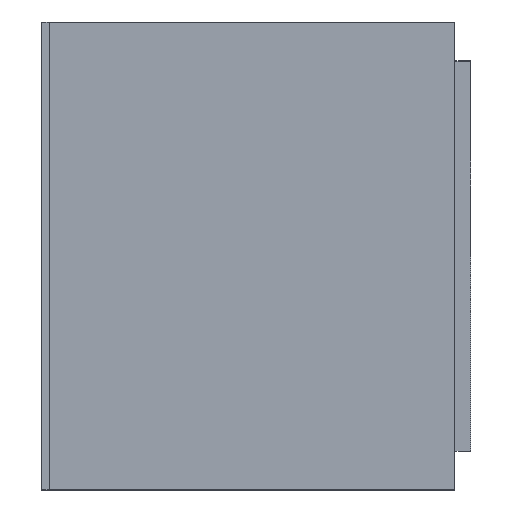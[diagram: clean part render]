
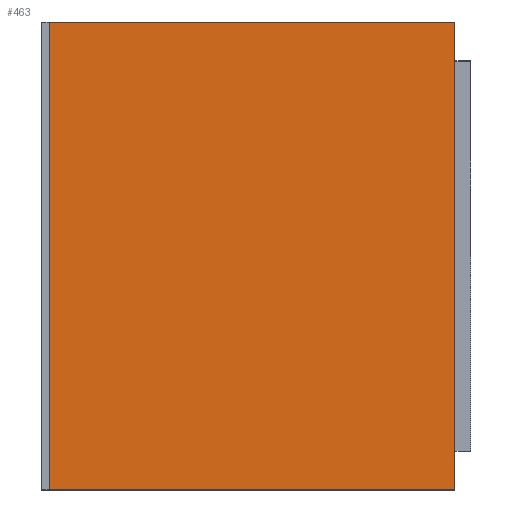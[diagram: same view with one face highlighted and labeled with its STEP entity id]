
A CAD part, left-side view. The second image highlights one B-rep face of the part: STEP entity #463.
In plain terms, the highlighted planar face has unit normal (-1, 0, 0).
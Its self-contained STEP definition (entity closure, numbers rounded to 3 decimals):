
#1 = VERTEX_POINT ( 'NONE', #169 ) ;
#85 = CARTESIAN_POINT ( 'NONE',  ( -0.5, 0.54, 0. ) ) ;
#93 = EDGE_CURVE ( 'NONE', #540, #166, #544, .T. ) ;
#97 = VECTOR ( 'NONE', #688, 1000. ) ;
#100 = ORIENTED_EDGE ( 'NONE', *, *, #93, .T. ) ;
#151 = DIRECTION ( 'NONE',  ( -1., 0., 0. ) ) ;
#152 = CARTESIAN_POINT ( 'NONE',  ( -0.5, 0.54, 0. ) ) ;
#158 = ORIENTED_EDGE ( 'NONE', *, *, #289, .F. ) ;
#166 = VERTEX_POINT ( 'NONE', #483 ) ;
#169 = CARTESIAN_POINT ( 'NONE',  ( -0.5, 0.02, 0.3 ) ) ;
#191 = ORIENTED_EDGE ( 'NONE', *, *, #485, .F. ) ;
#206 = CARTESIAN_POINT ( 'NONE',  ( -0.5, 0.02, 0. ) ) ;
#215 = CARTESIAN_POINT ( 'NONE',  ( -0.5, 0.54, 0.3 ) ) ;
#269 = DIRECTION ( 'NONE',  ( 0., -1., 0. ) ) ;
#273 = VECTOR ( 'NONE', #443, 1000. ) ;
#280 = LINE ( 'NONE', #614, #646 ) ;
#289 = EDGE_CURVE ( 'NONE', #1, #758, #665, .T. ) ;
#327 = DIRECTION ( 'NONE',  ( 0., -1., 0. ) ) ;
#384 = DIRECTION ( 'NONE',  ( 0., 0., 1. ) ) ;
#436 = VECTOR ( 'NONE', #327, 1000. ) ;
#443 = DIRECTION ( 'NONE',  ( 0., 0., -1. ) ) ;
#448 = EDGE_CURVE ( 'NONE', #166, #758, #617, .T. ) ;
#463 = ADVANCED_FACE ( 'NONE', ( #718 ), #627, .T. ) ;
#483 = CARTESIAN_POINT ( 'NONE',  ( -0.5, 0.54, -0.3 ) ) ;
#485 = EDGE_CURVE ( 'NONE', #540, #1, #280, .T. ) ;
#529 = CARTESIAN_POINT ( 'NONE',  ( -0.5, 0.02, -0.3 ) ) ;
#540 = VERTEX_POINT ( 'NONE', #215 ) ;
#544 = LINE ( 'NONE', #152, #97 ) ;
#559 = AXIS2_PLACEMENT_3D ( 'NONE', #85, #151, #384 ) ;
#614 = CARTESIAN_POINT ( 'NONE',  ( -0.5, 0.54, 0.3 ) ) ;
#617 = LINE ( 'NONE', #689, #436 ) ;
#627 = PLANE ( 'NONE',  #559 ) ;
#646 = VECTOR ( 'NONE', #269, 1000. ) ;
#657 = EDGE_LOOP ( 'NONE', ( #158, #191, #100, #686 ) ) ;
#665 = LINE ( 'NONE', #206, #273 ) ;
#686 = ORIENTED_EDGE ( 'NONE', *, *, #448, .T. ) ;
#688 = DIRECTION ( 'NONE',  ( 0., 0., -1. ) ) ;
#689 = CARTESIAN_POINT ( 'NONE',  ( -0.5, 0.54, -0.3 ) ) ;
#718 = FACE_OUTER_BOUND ( 'NONE', #657, .T. ) ;
#758 = VERTEX_POINT ( 'NONE', #529 ) ;
